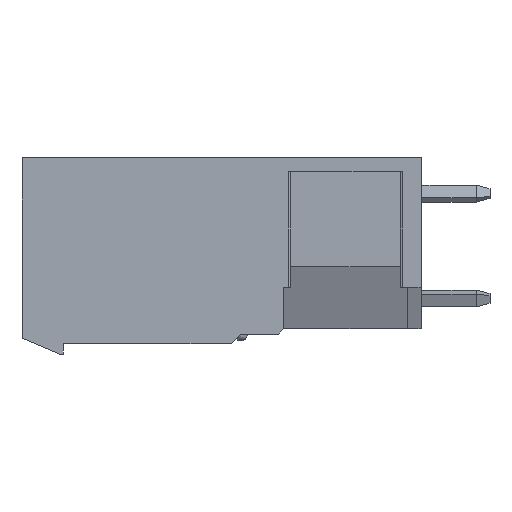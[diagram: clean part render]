
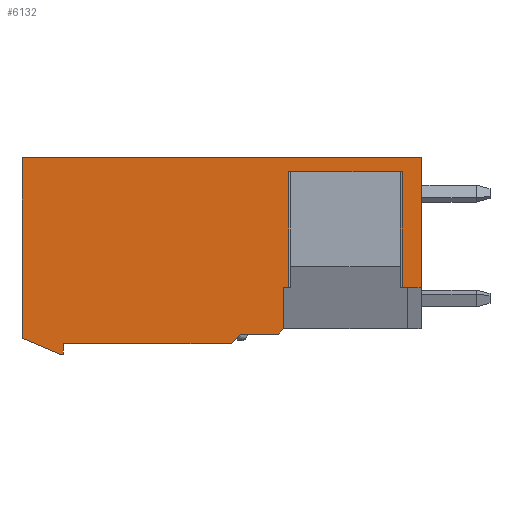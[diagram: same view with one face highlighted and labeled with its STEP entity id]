
A CAD part, left-side view. The second image highlights one B-rep face of the part: STEP entity #6132.
In plain terms, the highlighted free-form (B-spline) face has degree [1, 1] with [2, 2] control points.
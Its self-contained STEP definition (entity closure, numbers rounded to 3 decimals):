
#538=CARTESIAN_POINT('',(-11.43,0.,0.));
#539=VERTEX_POINT('',#538);
#545=CARTESIAN_POINT('',(-11.43,0.,-9.4));
#546=VERTEX_POINT('',#545);
#547=CARTESIAN_POINT('',(-11.43,0.,0.));
#548=CARTESIAN_POINT('',(-11.43,0.,-9.4));
#549=B_SPLINE_CURVE_WITH_KNOTS('',1,(#547,#548),.POLYLINE_FORM.,.F.,.U.,(2,2),(0.,1.),.UNSPECIFIED.);
#550=EDGE_CURVE('',#539,#546,#549,.T.);
#5918=CARTESIAN_POINT('',(-11.43,10.,-12.4));
#5919=VERTEX_POINT('',#5918);
#5925=CARTESIAN_POINT('',(-11.43,10.4,-12.8));
#5926=VERTEX_POINT('',#5925);
#5927=CARTESIAN_POINT('',(-11.43,10.,-12.4));
#5928=CARTESIAN_POINT('',(-11.43,10.4,-12.8));
#5929=B_SPLINE_CURVE_WITH_KNOTS('',1,(#5927,#5928),.POLYLINE_FORM.,.F.,.U.,(2,2),(0.,1.),.UNSPECIFIED.);
#5930=EDGE_CURVE('',#5919,#5926,#5929,.T.);
#6012=CARTESIAN_POINT('',(-11.43,10.,-9.4));
#6013=VERTEX_POINT('',#6012);
#6019=CARTESIAN_POINT('',(-11.43,10.,-9.4));
#6020=CARTESIAN_POINT('',(-11.43,10.,-12.4));
#6021=B_SPLINE_CURVE_WITH_KNOTS('',1,(#6019,#6020),.POLYLINE_FORM.,.F.,.U.,(2,2),(0.,1.),.UNSPECIFIED.);
#6022=EDGE_CURVE('',#6013,#5919,#6021,.T.);
#6028=CARTESIAN_POINT('',(-11.43,48.468,48.468));
#6029=CARTESIAN_POINT('',(-11.43,-48.468,48.468));
#6030=CARTESIAN_POINT('',(-11.43,48.468,-48.468));
#6031=CARTESIAN_POINT('',(-11.43,-48.468,-48.468));
#6032=B_SPLINE_SURFACE_WITH_KNOTS('',1,1,((#6028,#6029),(#6030,#6031)),.PLANE_SURF.,.F.,.F.,.U.,(2,2),(2,2),(0.,1.),(0.,1.),.UNSPECIFIED.);
#6033=CARTESIAN_POINT('',(-11.43,9.623,-1.));
#6034=VERTEX_POINT('',#6033);
#6035=CARTESIAN_POINT('',(-11.43,1.377,-1.));
#6036=VERTEX_POINT('',#6035);
#6037=CARTESIAN_POINT('',(-11.43,9.623,-1.));
#6038=CARTESIAN_POINT('',(-11.43,1.377,-1.));
#6039=B_SPLINE_CURVE_WITH_KNOTS('',1,(#6037,#6038),.POLYLINE_FORM.,.F.,.U.,(2,2),(0.,1.),.UNSPECIFIED.);
#6040=EDGE_CURVE('',#6034,#6036,#6039,.T.);
#6041=ORIENTED_EDGE('',*,*,#6040,.T.);
#6042=CARTESIAN_POINT('',(-11.43,1.377,-9.4));
#6043=VERTEX_POINT('',#6042);
#6044=CARTESIAN_POINT('',(-11.43,1.377,-1.));
#6045=CARTESIAN_POINT('',(-11.43,1.377,-9.4));
#6046=B_SPLINE_CURVE_WITH_KNOTS('',1,(#6044,#6045),.POLYLINE_FORM.,.F.,.U.,(2,2),(0.,1.),.UNSPECIFIED.);
#6047=EDGE_CURVE('',#6036,#6043,#6046,.T.);
#6048=ORIENTED_EDGE('',*,*,#6047,.T.);
#6049=CARTESIAN_POINT('',(-11.43,1.,-9.4));
#6050=VERTEX_POINT('',#6049);
#6051=CARTESIAN_POINT('',(-11.43,1.377,-9.4));
#6052=CARTESIAN_POINT('',(-11.43,1.,-9.4));
#6053=B_SPLINE_CURVE_WITH_KNOTS('',1,(#6051,#6052),.POLYLINE_FORM.,.F.,.U.,(2,2),(0.,1.),.UNSPECIFIED.);
#6054=EDGE_CURVE('',#6043,#6050,#6053,.T.);
#6055=ORIENTED_EDGE('',*,*,#6054,.T.);
#6056=CARTESIAN_POINT('',(-11.43,1.,-9.4));
#6057=CARTESIAN_POINT('',(-11.43,0.,-9.4));
#6058=B_SPLINE_CURVE_WITH_KNOTS('',1,(#6056,#6057),.POLYLINE_FORM.,.F.,.U.,(2,2),(0.,1.),.UNSPECIFIED.);
#6059=EDGE_CURVE('',#6050,#546,#6058,.T.);
#6060=ORIENTED_EDGE('',*,*,#6059,.T.);
#6061=ORIENTED_EDGE('',*,*,#550,.F.);
#6062=CARTESIAN_POINT('',(-11.43,29.,0.));
#6063=VERTEX_POINT('',#6062);
#6064=CARTESIAN_POINT('',(-11.43,0.,0.));
#6065=CARTESIAN_POINT('',(-11.43,29.,0.));
#6066=B_SPLINE_CURVE_WITH_KNOTS('',1,(#6064,#6065),.POLYLINE_FORM.,.F.,.U.,(2,2),(0.,1.),.UNSPECIFIED.);
#6067=EDGE_CURVE('',#539,#6063,#6066,.T.);
#6068=ORIENTED_EDGE('',*,*,#6067,.T.);
#6069=CARTESIAN_POINT('',(-11.43,29.,-13.1));
#6070=VERTEX_POINT('',#6069);
#6071=CARTESIAN_POINT('',(-11.43,29.,0.));
#6072=CARTESIAN_POINT('',(-11.43,29.,-13.1));
#6073=B_SPLINE_CURVE_WITH_KNOTS('',1,(#6071,#6072),.POLYLINE_FORM.,.F.,.U.,(2,2),(0.,1.),.UNSPECIFIED.);
#6074=EDGE_CURVE('',#6063,#6070,#6073,.T.);
#6075=ORIENTED_EDGE('',*,*,#6074,.T.);
#6076=CARTESIAN_POINT('',(-11.43,26.25,-14.25));
#6077=VERTEX_POINT('',#6076);
#6078=CARTESIAN_POINT('',(-11.43,29.,-13.1));
#6079=CARTESIAN_POINT('',(-11.43,26.25,-14.25));
#6080=B_SPLINE_CURVE_WITH_KNOTS('',1,(#6078,#6079),.POLYLINE_FORM.,.F.,.U.,(2,2),(0.,1.),.UNSPECIFIED.);
#6081=EDGE_CURVE('',#6070,#6077,#6080,.T.);
#6082=ORIENTED_EDGE('',*,*,#6081,.T.);
#6083=CARTESIAN_POINT('',(-11.43,26.,-14.25));
#6084=VERTEX_POINT('',#6083);
#6085=CARTESIAN_POINT('',(-11.43,26.25,-14.25));
#6086=CARTESIAN_POINT('',(-11.43,26.,-14.25));
#6087=B_SPLINE_CURVE_WITH_KNOTS('',1,(#6085,#6086),.POLYLINE_FORM.,.F.,.U.,(2,2),(0.,1.),.UNSPECIFIED.);
#6088=EDGE_CURVE('',#6077,#6084,#6087,.T.);
#6089=ORIENTED_EDGE('',*,*,#6088,.T.);
#6090=CARTESIAN_POINT('',(-11.43,26.,-13.5));
#6091=VERTEX_POINT('',#6090);
#6092=CARTESIAN_POINT('',(-11.43,26.,-14.25));
#6093=CARTESIAN_POINT('',(-11.43,26.,-13.5));
#6094=B_SPLINE_CURVE_WITH_KNOTS('',1,(#6092,#6093),.POLYLINE_FORM.,.F.,.U.,(2,2),(0.,1.),.UNSPECIFIED.);
#6095=EDGE_CURVE('',#6084,#6091,#6094,.T.);
#6096=ORIENTED_EDGE('',*,*,#6095,.T.);
#6097=CARTESIAN_POINT('',(-11.43,13.8,-13.5));
#6098=VERTEX_POINT('',#6097);
#6099=CARTESIAN_POINT('',(-11.43,26.,-13.5));
#6100=CARTESIAN_POINT('',(-11.43,13.8,-13.5));
#6101=B_SPLINE_CURVE_WITH_KNOTS('',1,(#6099,#6100),.POLYLINE_FORM.,.F.,.U.,(2,2),(0.,1.),.UNSPECIFIED.);
#6102=EDGE_CURVE('',#6091,#6098,#6101,.T.);
#6103=ORIENTED_EDGE('',*,*,#6102,.T.);
#6104=CARTESIAN_POINT('',(-11.43,13.1,-12.8));
#6105=VERTEX_POINT('',#6104);
#6106=CARTESIAN_POINT('',(-11.43,13.8,-13.5));
#6107=CARTESIAN_POINT('',(-11.43,13.1,-12.8));
#6108=B_SPLINE_CURVE_WITH_KNOTS('',1,(#6106,#6107),.POLYLINE_FORM.,.F.,.U.,(2,2),(0.,1.),.UNSPECIFIED.);
#6109=EDGE_CURVE('',#6098,#6105,#6108,.T.);
#6110=ORIENTED_EDGE('',*,*,#6109,.T.);
#6111=CARTESIAN_POINT('',(-11.43,13.1,-12.8));
#6112=CARTESIAN_POINT('',(-11.43,10.4,-12.8));
#6113=B_SPLINE_CURVE_WITH_KNOTS('',1,(#6111,#6112),.POLYLINE_FORM.,.F.,.U.,(2,2),(0.,1.),.UNSPECIFIED.);
#6114=EDGE_CURVE('',#6105,#5926,#6113,.T.);
#6115=ORIENTED_EDGE('',*,*,#6114,.T.);
#6116=ORIENTED_EDGE('',*,*,#5930,.F.);
#6117=ORIENTED_EDGE('',*,*,#6022,.F.);
#6118=CARTESIAN_POINT('',(-11.43,9.623,-9.4));
#6119=VERTEX_POINT('',#6118);
#6120=CARTESIAN_POINT('',(-11.43,10.,-9.4));
#6121=CARTESIAN_POINT('',(-11.43,9.623,-9.4));
#6122=B_SPLINE_CURVE_WITH_KNOTS('',1,(#6120,#6121),.POLYLINE_FORM.,.F.,.U.,(2,2),(0.,1.),.UNSPECIFIED.);
#6123=EDGE_CURVE('',#6013,#6119,#6122,.T.);
#6124=ORIENTED_EDGE('',*,*,#6123,.T.);
#6125=CARTESIAN_POINT('',(-11.43,9.623,-9.4));
#6126=CARTESIAN_POINT('',(-11.43,9.623,-1.));
#6127=B_SPLINE_CURVE_WITH_KNOTS('',1,(#6125,#6126),.POLYLINE_FORM.,.F.,.U.,(2,2),(0.,1.),.UNSPECIFIED.);
#6128=EDGE_CURVE('',#6119,#6034,#6127,.T.);
#6129=ORIENTED_EDGE('',*,*,#6128,.T.);
#6130=EDGE_LOOP('',(#6041,#6048,#6055,#6060,#6061,#6068,#6075,#6082,#6089,#6096,#6103,#6110,#6115,#6116,#6117,#6124,#6129));
#6131=FACE_OUTER_BOUND('',#6130,.T.);
#6132=ADVANCED_FACE('',(#6131),#6032,.T.);
